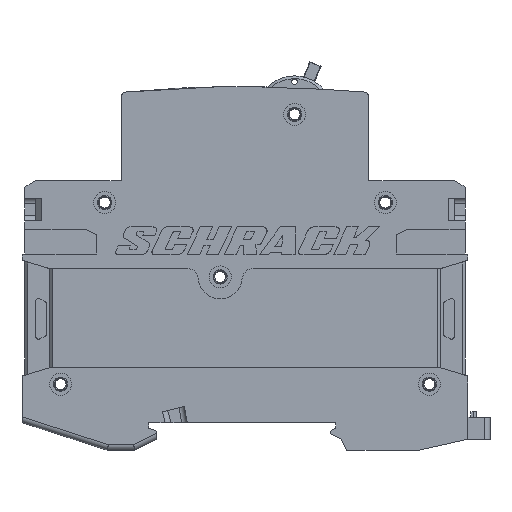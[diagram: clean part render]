
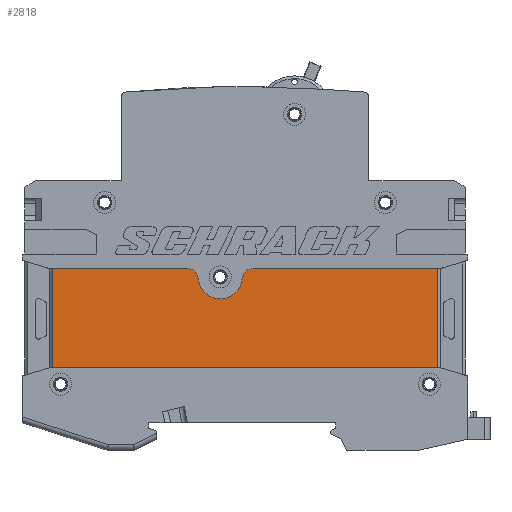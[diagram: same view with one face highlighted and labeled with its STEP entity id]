
A CAD part, left-side view. The second image highlights one B-rep face of the part: STEP entity #2818.
In plain terms, the highlighted planar face has unit normal (-1, 0, 0).
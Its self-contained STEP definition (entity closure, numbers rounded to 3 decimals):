
#282 = VERTEX_POINT ( 'NONE', #29129 ) ;
#382 = ORIENTED_EDGE ( 'NONE', *, *, #6578, .T. ) ;
#468 = VERTEX_POINT ( 'NONE', #479 ) ;
#479 = CARTESIAN_POINT ( 'NONE',  ( 0.1, -30.021, -16. ) ) ;
#1358 = DIRECTION ( 'NONE',  ( 0., 0., -1. ) ) ;
#2709 = CARTESIAN_POINT ( 'NONE',  ( 0.1, -5., -34. ) ) ;
#2818 = ADVANCED_FACE ( 'NONE', ( #47179 ), #44265, .T. ) ;
#3598 = CARTESIAN_POINT ( 'NONE',  ( 0.1, -36., -17.5 ) ) ;
#3611 = DIRECTION ( 'NONE',  ( 0., 0., 1. ) ) ;
#4142 = EDGE_CURVE ( 'NONE', #17246, #468, #46164, .T. ) ;
#4571 = VERTEX_POINT ( 'NONE', #40840 ) ;
#5697 = CARTESIAN_POINT ( 'NONE',  ( 0.1, -5., -16. ) ) ;
#6274 = LINE ( 'NONE', #29584, #45371 ) ;
#6537 = VERTEX_POINT ( 'NONE', #6773 ) ;
#6578 = EDGE_CURVE ( 'NONE', #24341, #6537, #6274, .T. ) ;
#6773 = CARTESIAN_POINT ( 'NONE',  ( 0.1, -75.5, -16. ) ) ;
#8205 = EDGE_CURVE ( 'NONE', #6537, #4571, #36575, .T. ) ;
#8561 = VERTEX_POINT ( 'NONE', #33811 ) ;
#10260 = CIRCLE ( 'NONE', #17241, 2. ) ;
#11099 = EDGE_CURVE ( 'NONE', #468, #282, #38951, .T. ) ;
#12307 = EDGE_CURVE ( 'NONE', #282, #8561, #38958, .T. ) ;
#13290 = DIRECTION ( 'NONE',  ( 0., 0., 1. ) ) ;
#14336 = EDGE_CURVE ( 'NONE', #4571, #15623, #10260, .T. ) ;
#15623 = VERTEX_POINT ( 'NONE', #36359 ) ;
#16013 = VECTOR ( 'NONE', #36970, 1000. ) ;
#16383 = DIRECTION ( 'NONE',  ( 0., 1., 0. ) ) ;
#16692 = EDGE_CURVE ( 'NONE', #15623, #17246, #25541, .T. ) ;
#17241 = AXIS2_PLACEMENT_3D ( 'NONE', #39290, #38794, #13290 ) ;
#17246 = VERTEX_POINT ( 'NONE', #43312 ) ;
#18046 = DIRECTION ( 'NONE',  ( -1., 0., 0. ) ) ;
#18111 = VECTOR ( 'NONE', #16383, 1000. ) ;
#19088 = AXIS2_PLACEMENT_3D ( 'NONE', #46947, #18046, #22190 ) ;
#20059 = CARTESIAN_POINT ( 'NONE',  ( 0.1, -5.5, -34. ) ) ;
#20573 = ORIENTED_EDGE ( 'NONE', *, *, #8205, .T. ) ;
#21034 = EDGE_LOOP ( 'NONE', ( #35918, #382, #20573, #28395, #22269, #25798, #32688, #24769 ) ) ;
#21792 = DIRECTION ( 'NONE',  ( 1., 0., 0. ) ) ;
#22190 = DIRECTION ( 'NONE',  ( 0., 0., 1. ) ) ;
#22269 = ORIENTED_EDGE ( 'NONE', *, *, #16692, .T. ) ;
#24341 = VERTEX_POINT ( 'NONE', #35440 ) ;
#24769 = ORIENTED_EDGE ( 'NONE', *, *, #12307, .T. ) ;
#25541 = CIRCLE ( 'NONE', #35648, 4. ) ;
#25798 = ORIENTED_EDGE ( 'NONE', *, *, #4142, .T. ) ;
#28395 = ORIENTED_EDGE ( 'NONE', *, *, #14336, .T. ) ;
#28471 = LINE ( 'NONE', #2709, #16013 ) ;
#29129 = CARTESIAN_POINT ( 'NONE',  ( 0.1, -5.5, -16. ) ) ;
#29341 = DIRECTION ( 'NONE',  ( 0., 0., 1. ) ) ;
#29584 = CARTESIAN_POINT ( 'NONE',  ( 0.1, -75.5, -16. ) ) ;
#30213 = CARTESIAN_POINT ( 'NONE',  ( 0.1, -30.021, -18. ) ) ;
#32688 = ORIENTED_EDGE ( 'NONE', *, *, #11099, .T. ) ;
#33811 = CARTESIAN_POINT ( 'NONE',  ( 0.1, -5.5, -34. ) ) ;
#35440 = CARTESIAN_POINT ( 'NONE',  ( 0.1, -75.5, -34. ) ) ;
#35622 = VECTOR ( 'NONE', #47735, 1000. ) ;
#35648 = AXIS2_PLACEMENT_3D ( 'NONE', #3598, #21792, #29341 ) ;
#35918 = ORIENTED_EDGE ( 'NONE', *, *, #46520, .T. ) ;
#36359 = CARTESIAN_POINT ( 'NONE',  ( 0.1, -39.986, -17.833 ) ) ;
#36575 = LINE ( 'NONE', #36821, #35622 ) ;
#36821 = CARTESIAN_POINT ( 'NONE',  ( 0.1, -76., -16. ) ) ;
#36970 = DIRECTION ( 'NONE',  ( 0., -1., 0. ) ) ;
#38794 = DIRECTION ( 'NONE',  ( -1., 0., 0. ) ) ;
#38951 = LINE ( 'NONE', #5697, #18111 ) ;
#38958 = LINE ( 'NONE', #20059, #45201 ) ;
#39193 = AXIS2_PLACEMENT_3D ( 'NONE', #30213, #45009, #41122 ) ;
#39290 = CARTESIAN_POINT ( 'NONE',  ( 0.1, -41.979, -18. ) ) ;
#40840 = CARTESIAN_POINT ( 'NONE',  ( 0.1, -41.979, -16. ) ) ;
#41122 = DIRECTION ( 'NONE',  ( 0., 0., 1. ) ) ;
#43312 = CARTESIAN_POINT ( 'NONE',  ( 0.1, -32.014, -17.833 ) ) ;
#44265 = PLANE ( 'NONE',  #19088 ) ;
#45009 = DIRECTION ( 'NONE',  ( -1., 0., 0. ) ) ;
#45201 = VECTOR ( 'NONE', #1358, 1000. ) ;
#45371 = VECTOR ( 'NONE', #3611, 1000. ) ;
#46164 = CIRCLE ( 'NONE', #39193, 2. ) ;
#46520 = EDGE_CURVE ( 'NONE', #8561, #24341, #28471, .T. ) ;
#46947 = CARTESIAN_POINT ( 'NONE',  ( 0.1, -30.021, -18. ) ) ;
#47179 = FACE_OUTER_BOUND ( 'NONE', #21034, .T. ) ;
#47735 = DIRECTION ( 'NONE',  ( 0., 1., 0. ) ) ;
